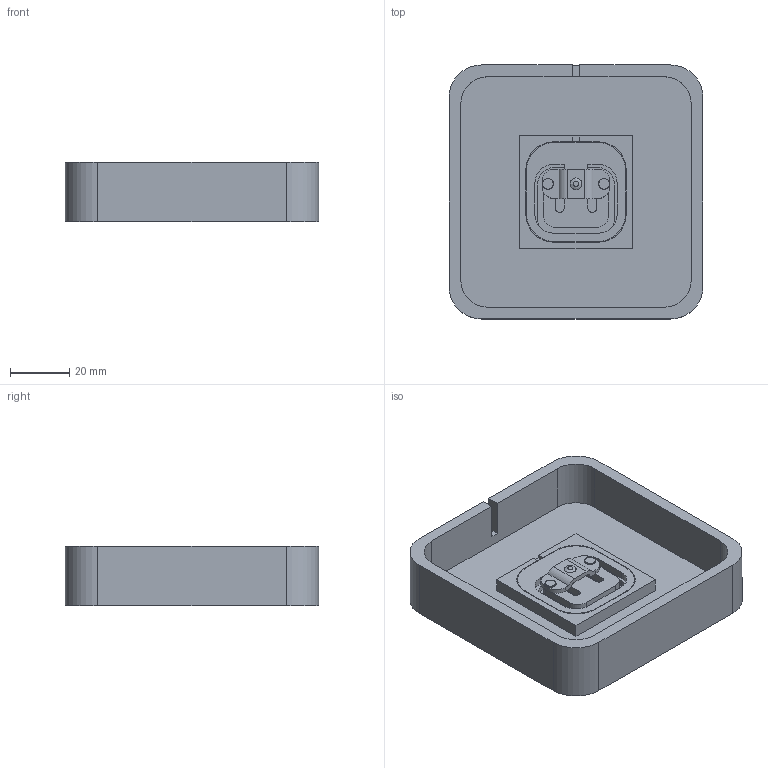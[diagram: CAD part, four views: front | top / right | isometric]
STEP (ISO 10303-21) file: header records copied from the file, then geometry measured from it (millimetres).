
FILE_DESCRIPTION(/* description */ (''),/* implementation_level */ '2;1');
FILE_NAME(/* name */ 'Load cell housing.step',/* time_stamp */ '2021-08-20T20:51:04+01:00',/* author */ (''),/* organization */ (''),/* preprocessor_version */ 'ST-DEVELOPER v18.1',/* originating_system */ 'Autodesk Translation Framework v10.9.0.1377',/* authorisation */ '');
FILE_SCHEMA (('AUTOMOTIVE_DESIGN { 1 0 10303 214 3 1 1 }'));
Length unit declared in the file: millimetre
Products named in the file (3): Load cell support; Load Cell; Floor plate
Assembly tree (2 placements, depth 2):
  Load cell support
    Load Cell
    Floor plate
Bounding box: 86 x 86 x 20 mm (x, y, z)
Volume: 54429.3 mm3; surface area: 29830.6 mm2
Topology: 2 solids, 2 shells, 112 faces, 311 edges, 206 vertices
Faces by surface type: plane 65, cylinder 44, torus 2, bspline 1
Full cylindrical faces by diameter (mm): 3.8 x2
Entity records: 3731 total; most frequent: CARTESIAN_POINT 660, DIRECTION 642, ORIENTED_EDGE 622, EDGE_CURVE 311, AXIS2_PLACEMENT_3D 215, LINE 212, VECTOR 212, VERTEX_POINT 206
